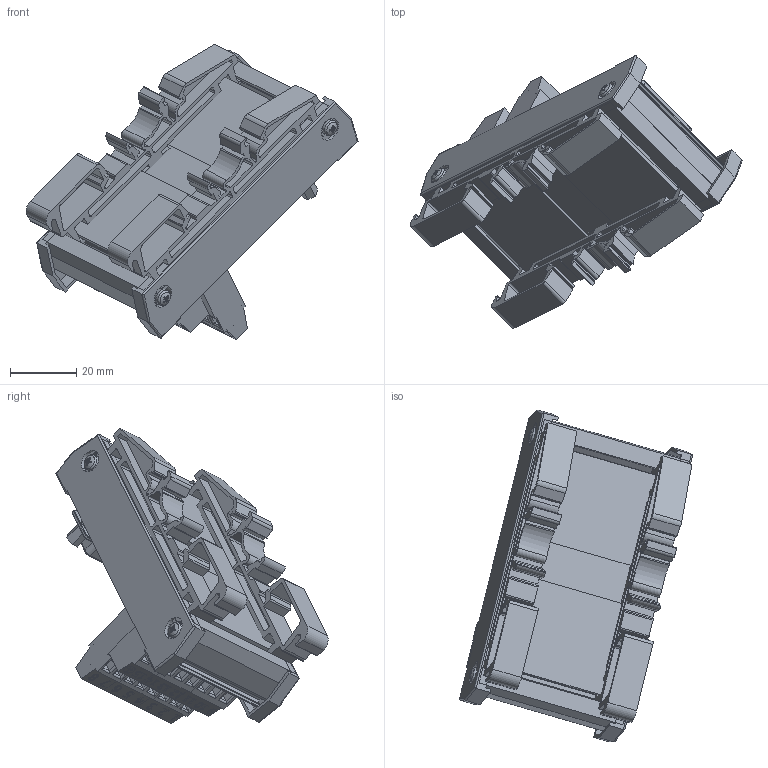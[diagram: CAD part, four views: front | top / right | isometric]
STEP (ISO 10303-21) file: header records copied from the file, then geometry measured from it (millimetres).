
FILE_DESCRIPTION((''),'2;1');
FILE_NAME('15 Sub D F.stp','2013-01-18T16:17:29',('roland'),(''),'Autodesk Inventor 2013','Autodesk Inventor 2013','');
FILE_SCHEMA(('CONFIG_CONTROL_DESIGN'));
Length unit declared in the file: millimetre
Products named in the file (11): 15 Sub D Female; 15 CASE; 15 Base Plate M; BS EN ISO 7045 Z - Metric M2.5 x 10 - 4.8 - Z; BASE SIDE; BASE LEGS; 3 GREEN; 2 GREEN; 15 number plare; 15 number plare2; DA15 Subminiature Connector Female
Assembly tree (16 placements, depth 2):
  15 Sub D Female
    15 CASE
    15 Base Plate M
    BS EN ISO 7045 Z - Metric M2.5 x 10 - 4.8 - Z  x4
    BASE SIDE  x2
    BASE LEGS  x2
    3 GREEN  x2
    2 GREEN
    15 number plare
    15 number plare2
    DA15 Subminiature Connector Female
Bounding box: 100.12 x 82.11 x 89.06 mm (x, y, z)
Volume: 51569.6 mm3; surface area: 60282.6 mm2
Topology: 16 solids, 16 shells, 3254 faces, 8356 edges, 5403 vertices
Faces by surface type: plane 1834, cylinder 726, bspline 559, cone 68, torus 63, sphere 4
Full cylindrical faces by diameter (mm): 0.5 x93, 1.006 x2, 1.016 x13, 1.25 x16, 1.7 x7, 2 x75, 2.256 x4, 2.441 x2, 2.5 x20, 2.57 x16, 3.2 x4, 3.4 x1, 3.5 x1, 4 x16, 4.2 x2, 5.5 x2, 7 x4, 9 x4
Entity records: 86751 total; most frequent: CARTESIAN_POINT 22500, ORIENTED_EDGE 13420, DIRECTION 11387, EDGE_CURVE 6710, VERTEX_POINT 4547, VECTOR 4375, LINE 4375, EDGE_LOOP 3601
